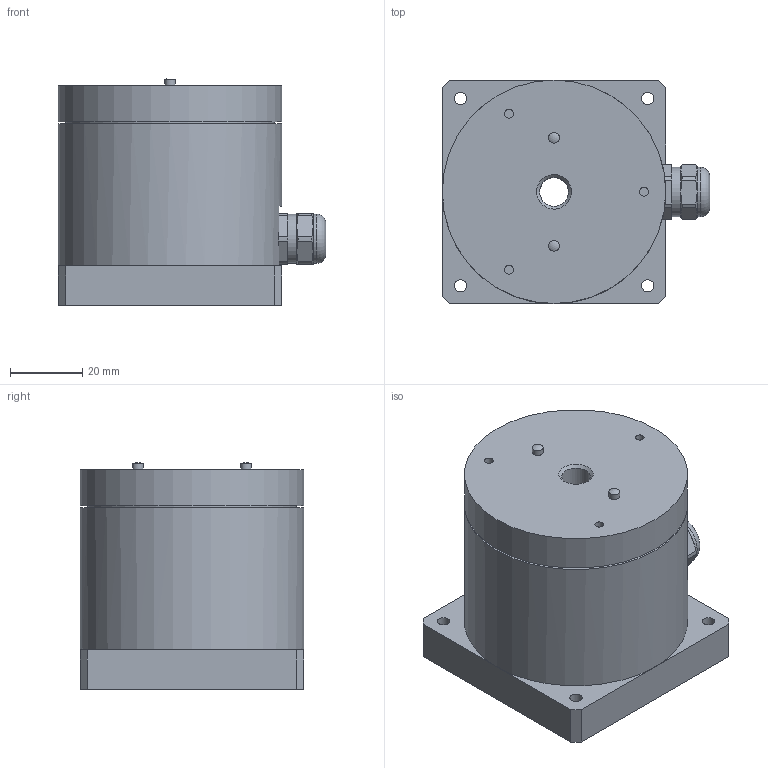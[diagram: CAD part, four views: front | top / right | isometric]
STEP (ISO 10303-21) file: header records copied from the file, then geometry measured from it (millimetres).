
FILE_DESCRIPTION(/* description */ (''),/* implementation_level */ '2;1');
FILE_NAME(/* name */ 'TE66 H avec trou central.stp',/* time_stamp */ '2021-03-04T08:31:58+01:00',/* author */ ('MIemmola'),/* organization */ (''),/* preprocessor_version */ 'ST-DEVELOPER v18.1',/* originating_system */ 'Autodesk Inventor 2021',/* authorisation */ '');
FILE_SCHEMA (('AUTOMOTIVE_DESIGN { 1 0 10303 214 3 1 1 }'));
Length unit declared in the file: millimetre
Products named in the file (1): 7252007_enveloppe_01_Shrinkwrap_2
Bounding box: 74.2 x 62 x 62.98 mm (x, y, z)
Volume: 115871 mm3; surface area: 50887 mm2
Topology: 18 solids, 18 shells, 381 faces, 1052 edges, 732 vertices
Faces by surface type: plane 182, cylinder 111, cone 74, torus 12, sphere 2
Full cylindrical faces by diameter (mm): 2.013 x10, 2.459 x9, 2.5 x10, 2.7 x5, 3 x4, 3.4 x4, 4 x5, 4.5 x5, 5 x10, 8 x2, 8.5 x1, 9 x1, 10.5 x1, 10.917 x1, 11 x1, 11.25 x1, 11.445 x1, 11.5 x1, 12 x2, 13.7 x2, 16 x1, 24 x1, 35 x1, 44.5 x1, 45 x1, 46.9 x1, 50.1 x1, 52 x1, 53 x2, 58 x1
Entity records: 12860 total; most frequent: CARTESIAN_POINT 2443, DIRECTION 2152, ORIENTED_EDGE 2054, EDGE_CURVE 1027, AXIS2_PLACEMENT_3D 877, VERTEX_POINT 732, EDGE_LOOP 495, CIRCLE 495
